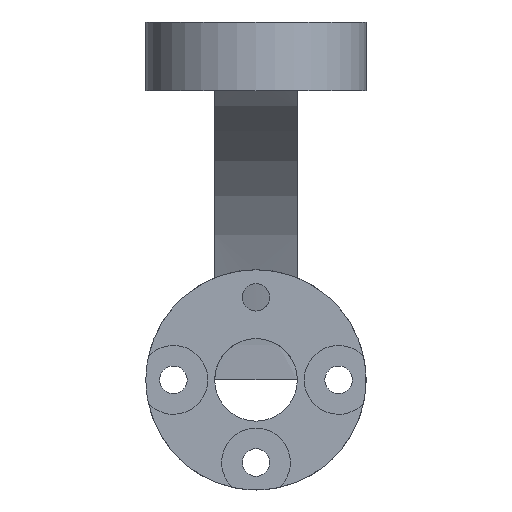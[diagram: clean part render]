
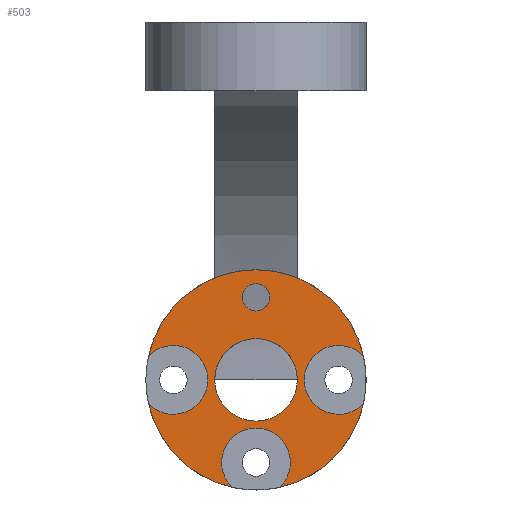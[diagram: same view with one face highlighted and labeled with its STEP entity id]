
A CAD part, front view. The second image highlights one B-rep face of the part: STEP entity #503.
In plain terms, the highlighted planar face has unit normal (0, -1, 0).
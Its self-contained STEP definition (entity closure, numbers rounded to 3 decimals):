
#30=FACE_BOUND('',#92,.T.);
#31=FACE_BOUND('',#93,.T.);
#43=PLANE('',#561);
#57=FACE_OUTER_BOUND('',#91,.T.);
#91=EDGE_LOOP('',(#353,#354,#355,#356,#357,#358,#359));
#92=EDGE_LOOP('',(#360));
#93=EDGE_LOOP('',(#361));
#174=CIRCLE('',#543,2.5);
#178=CIRCLE('',#549,2.5);
#183=CIRCLE('',#556,2.5);
#187=CIRCLE('',#562,8.);
#188=CIRCLE('',#563,8.);
#189=CIRCLE('',#564,8.);
#190=CIRCLE('',#565,8.);
#191=CIRCLE('',#566,3.);
#192=CIRCLE('',#567,1.);
#211=VERTEX_POINT('',#774);
#212=VERTEX_POINT('',#775);
#216=VERTEX_POINT('',#787);
#217=VERTEX_POINT('',#788);
#222=VERTEX_POINT('',#802);
#223=VERTEX_POINT('',#803);
#227=VERTEX_POINT('',#815);
#228=VERTEX_POINT('',#820);
#229=VERTEX_POINT('',#822);
#258=EDGE_CURVE('',#211,#212,#174,.T.);
#264=EDGE_CURVE('',#216,#217,#178,.T.);
#271=EDGE_CURVE('',#222,#223,#183,.T.);
#277=EDGE_CURVE('',#227,#212,#187,.T.);
#278=EDGE_CURVE('',#216,#227,#188,.T.);
#279=EDGE_CURVE('',#222,#217,#189,.T.);
#280=EDGE_CURVE('',#211,#223,#190,.T.);
#281=EDGE_CURVE('',#228,#228,#191,.T.);
#282=EDGE_CURVE('',#229,#229,#192,.T.);
#353=ORIENTED_EDGE('',*,*,#258,.T.);
#354=ORIENTED_EDGE('',*,*,#277,.F.);
#355=ORIENTED_EDGE('',*,*,#278,.F.);
#356=ORIENTED_EDGE('',*,*,#264,.T.);
#357=ORIENTED_EDGE('',*,*,#279,.F.);
#358=ORIENTED_EDGE('',*,*,#271,.T.);
#359=ORIENTED_EDGE('',*,*,#280,.F.);
#360=ORIENTED_EDGE('',*,*,#281,.F.);
#361=ORIENTED_EDGE('',*,*,#282,.F.);
#503=ADVANCED_FACE('',(#57,#30,#31),#43,.F.);
#543=AXIS2_PLACEMENT_3D('',#776,#614,#615);
#549=AXIS2_PLACEMENT_3D('',#789,#628,#629);
#556=AXIS2_PLACEMENT_3D('',#804,#644,#645);
#561=AXIS2_PLACEMENT_3D('',#814,#656,#657);
#562=AXIS2_PLACEMENT_3D('',#816,#658,#659);
#563=AXIS2_PLACEMENT_3D('',#817,#660,#661);
#564=AXIS2_PLACEMENT_3D('',#818,#662,#663);
#565=AXIS2_PLACEMENT_3D('',#819,#664,#665);
#566=AXIS2_PLACEMENT_3D('',#821,#666,#667);
#567=AXIS2_PLACEMENT_3D('',#823,#668,#669);
#614=DIRECTION('center_axis',(0.,1.,0.));
#615=DIRECTION('ref_axis',(1.,0.,0.));
#628=DIRECTION('center_axis',(0.,1.,0.));
#629=DIRECTION('ref_axis',(1.,0.,0.));
#644=DIRECTION('center_axis',(0.,1.,0.));
#645=DIRECTION('ref_axis',(1.,0.,0.));
#656=DIRECTION('center_axis',(0.,1.,0.));
#657=DIRECTION('ref_axis',(1.,0.,0.));
#658=DIRECTION('center_axis',(0.,1.,0.));
#659=DIRECTION('ref_axis',(1.,0.,0.));
#660=DIRECTION('center_axis',(0.,1.,0.));
#661=DIRECTION('ref_axis',(1.,0.,0.));
#662=DIRECTION('center_axis',(0.,1.,0.));
#663=DIRECTION('ref_axis',(1.,0.,0.));
#664=DIRECTION('center_axis',(0.,1.,0.));
#665=DIRECTION('ref_axis',(1.,0.,0.));
#666=DIRECTION('center_axis',(0.,-1.,0.));
#667=DIRECTION('ref_axis',(1.,0.,0.));
#668=DIRECTION('center_axis',(0.,-1.,0.));
#669=DIRECTION('ref_axis',(1.,0.,0.));
#774=CARTESIAN_POINT('',(7.812,0.,-1.722));
#775=CARTESIAN_POINT('',(7.812,0.,1.722));
#776=CARTESIAN_POINT('Origin',(6.,0.,0.));
#787=CARTESIAN_POINT('',(-7.812,0.,1.722));
#788=CARTESIAN_POINT('',(-7.812,0.,-1.722));
#789=CARTESIAN_POINT('Origin',(-6.,0.,0.));
#802=CARTESIAN_POINT('',(-1.722,0.,-7.812));
#803=CARTESIAN_POINT('',(1.722,0.,-7.812));
#804=CARTESIAN_POINT('Origin',(0.,0.,-6.));
#814=CARTESIAN_POINT('Origin',(0.,0.,0.));
#815=CARTESIAN_POINT('',(0.,0.,8.));
#816=CARTESIAN_POINT('Origin',(0.,0.,0.));
#817=CARTESIAN_POINT('Origin',(0.,0.,0.));
#818=CARTESIAN_POINT('Origin',(0.,0.,0.));
#819=CARTESIAN_POINT('Origin',(0.,0.,0.));
#820=CARTESIAN_POINT('',(-3.,0.,0.));
#821=CARTESIAN_POINT('Origin',(0.,0.,0.));
#822=CARTESIAN_POINT('',(-1.,0.,6.));
#823=CARTESIAN_POINT('Origin',(0.,0.,6.));
